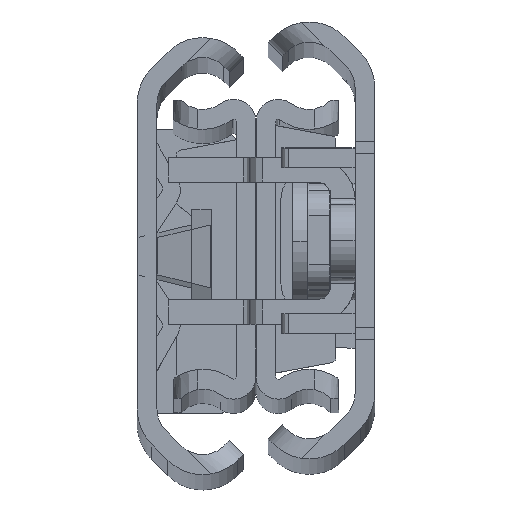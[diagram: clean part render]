
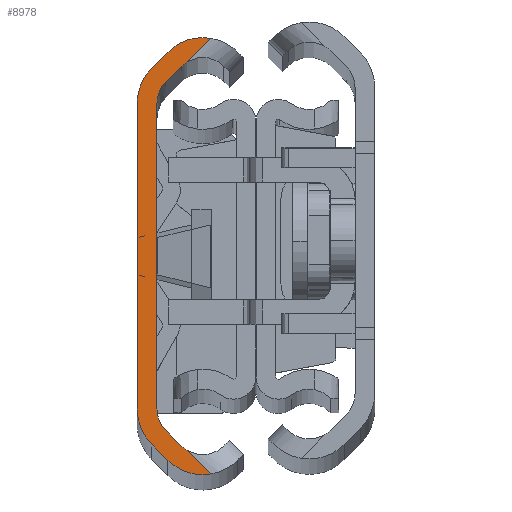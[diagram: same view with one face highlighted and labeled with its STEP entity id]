
A CAD part, top view. The second image highlights one B-rep face of the part: STEP entity #8978.
In plain terms, the highlighted planar face has unit normal (0, 0, 1).
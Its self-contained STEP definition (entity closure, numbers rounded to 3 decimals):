
#124 = VERTEX_POINT ( 'NONE', #2552 ) ;
#130 = DIRECTION ( 'NONE',  ( 0., 0., 1. ) ) ;
#388 = DIRECTION ( 'NONE',  ( 0., 0., -1. ) ) ;
#606 = VECTOR ( 'NONE', #10248, 1000. ) ;
#616 = LINE ( 'NONE', #2729, #9961 ) ;
#725 = VERTEX_POINT ( 'NONE', #5805 ) ;
#859 = DIRECTION ( 'NONE',  ( 1., 0., 0. ) ) ;
#916 = DIRECTION ( 'NONE',  ( 1., 0., 0. ) ) ;
#1077 = CARTESIAN_POINT ( 'NONE',  ( 2.486, -16.484, 0. ) ) ;
#1216 = CIRCLE ( 'NONE', #9903, 4. ) ;
#1256 = ORIENTED_EDGE ( 'NONE', *, *, #5194, .T. ) ;
#1274 = VERTEX_POINT ( 'NONE', #13401 ) ;
#1330 = PLANE ( 'NONE',  #7636 ) ;
#1726 = CIRCLE ( 'NONE', #12165, 3.98 ) ;
#1883 = CARTESIAN_POINT ( 'NONE',  ( 4., -12.342, 0. ) ) ;
#1951 = VERTEX_POINT ( 'NONE', #1077 ) ;
#1991 = EDGE_CURVE ( 'NONE', #5608, #2152, #2721, .T. ) ;
#2050 = CARTESIAN_POINT ( 'NONE',  ( 4.061, 15.702, 0. ) ) ;
#2152 = VERTEX_POINT ( 'NONE', #6728 ) ;
#2301 = CARTESIAN_POINT ( 'NONE',  ( 5.3, -13.67, 0. ) ) ;
#2458 = DIRECTION ( 'NONE',  ( 1., 0., 0. ) ) ;
#2552 = CARTESIAN_POINT ( 'NONE',  ( 2.303, -14.039, 0. ) ) ;
#2603 = ORIENTED_EDGE ( 'NONE', *, *, #10758, .T. ) ;
#2604 = CARTESIAN_POINT ( 'NONE',  ( 4., -12.342, 0. ) ) ;
#2721 = CIRCLE ( 'NONE', #7504, 2.38 ) ;
#2729 = CARTESIAN_POINT ( 'NONE',  ( 2.303, -14.039, 0. ) ) ;
#2763 = ORIENTED_EDGE ( 'NONE', *, *, #8480, .T. ) ;
#2796 = CARTESIAN_POINT ( 'NONE',  ( 2.486, 16.484, 0. ) ) ;
#2838 = DIRECTION ( 'NONE',  ( 0., 0., 1. ) ) ;
#2900 = DIRECTION ( 'NONE',  ( 0., 0., -1. ) ) ;
#2923 = CARTESIAN_POINT ( 'NONE',  ( 2.35, -13.991, 0. ) ) ;
#3082 = CARTESIAN_POINT ( 'NONE',  ( 5.955, -17.596, 0. ) ) ;
#3485 = DIRECTION ( 'NONE',  ( 1., 0., 0. ) ) ;
#3501 = EDGE_CURVE ( 'NONE', #1951, #9143, #4127, .T. ) ;
#3528 = EDGE_CURVE ( 'NONE', #124, #5151, #12920, .T. ) ;
#3576 = DIRECTION ( 'NONE',  ( 0.707, 0.707, 0. ) ) ;
#3627 = EDGE_CURVE ( 'NONE', #5568, #1951, #13187, .T. ) ;
#3807 = CIRCLE ( 'NONE', #8802, 4. ) ;
#3872 = CIRCLE ( 'NONE', #10367, 2.38 ) ;
#4127 = CIRCLE ( 'NONE', #11707, 3.98 ) ;
#4140 = LINE ( 'NONE', #5090, #606 ) ;
#4192 = VERTEX_POINT ( 'NONE', #2050 ) ;
#4295 = CARTESIAN_POINT ( 'NONE',  ( 1.172, 15.17, 0. ) ) ;
#4434 = ORIENTED_EDGE ( 'NONE', *, *, #9807, .T. ) ;
#4514 = CARTESIAN_POINT ( 'NONE',  ( 5.3, 13.67, 0. ) ) ;
#4529 = LINE ( 'NONE', #5544, #5202 ) ;
#4592 = CARTESIAN_POINT ( 'NONE',  ( 4., 12.342, 0. ) ) ;
#4789 = DIRECTION ( 'NONE',  ( 1., 0., 0. ) ) ;
#5090 = CARTESIAN_POINT ( 'NONE',  ( 1.6, 0., 0. ) ) ;
#5151 = VERTEX_POINT ( 'NONE', #8322 ) ;
#5194 = EDGE_CURVE ( 'NONE', #11208, #7277, #7934, .T. ) ;
#5202 = VECTOR ( 'NONE', #7852, 1000. ) ;
#5450 = DIRECTION ( 'NONE',  ( -0.707, -0.707, 0. ) ) ;
#5492 = DIRECTION ( 'NONE',  ( 0., 0., 1. ) ) ;
#5534 = EDGE_CURVE ( 'NONE', #5751, #725, #3807, .T. ) ;
#5544 = CARTESIAN_POINT ( 'NONE',  ( 0., 0., 0. ) ) ;
#5568 = VERTEX_POINT ( 'NONE', #9184 ) ;
#5585 = CARTESIAN_POINT ( 'NONE',  ( 0., -12.342, 0. ) ) ;
#5608 = VERTEX_POINT ( 'NONE', #12460 ) ;
#5751 = VERTEX_POINT ( 'NONE', #9464 ) ;
#5770 = ORIENTED_EDGE ( 'NONE', *, *, #5534, .T. ) ;
#5805 = CARTESIAN_POINT ( 'NONE',  ( 0., 12.342, 0. ) ) ;
#5833 = ORIENTED_EDGE ( 'NONE', *, *, #9323, .T. ) ;
#6207 = CARTESIAN_POINT ( 'NONE',  ( 4., 12.342, 0. ) ) ;
#6513 = EDGE_CURVE ( 'NONE', #11033, #5568, #1216, .T. ) ;
#6572 = VERTEX_POINT ( 'NONE', #8412 ) ;
#6692 = EDGE_LOOP ( 'NONE', ( #7346, #7867, #10991, #10315, #6891, #12247, #1256, #6836, #4434, #2603, #5833, #2763, #5770, #9180, #7121, #12064 ) ) ;
#6728 = CARTESIAN_POINT ( 'NONE',  ( 3.617, -15.353, 0. ) ) ;
#6749 = EDGE_CURVE ( 'NONE', #7277, #6572, #7656, .T. ) ;
#6836 = ORIENTED_EDGE ( 'NONE', *, *, #6749, .T. ) ;
#6891 = ORIENTED_EDGE ( 'NONE', *, *, #3528, .T. ) ;
#6919 = VECTOR ( 'NONE', #10010, 1000. ) ;
#7069 = DIRECTION ( 'NONE',  ( -0.707, 0.707, 0. ) ) ;
#7121 = ORIENTED_EDGE ( 'NONE', *, *, #6513, .T. ) ;
#7203 = CARTESIAN_POINT ( 'NONE',  ( 1.6, 12.342, 0. ) ) ;
#7277 = VERTEX_POINT ( 'NONE', #12108 ) ;
#7346 = ORIENTED_EDGE ( 'NONE', *, *, #3501, .T. ) ;
#7417 = DIRECTION ( 'NONE',  ( 1., 0., 0. ) ) ;
#7422 = EDGE_CURVE ( 'NONE', #9143, #5608, #12237, .T. ) ;
#7504 = AXIS2_PLACEMENT_3D ( 'NONE', #2301, #10669, #7417 ) ;
#7636 = AXIS2_PLACEMENT_3D ( 'NONE', #2604, #5492, #4789 ) ;
#7656 = LINE ( 'NONE', #10776, #13175 ) ;
#7704 = VECTOR ( 'NONE', #11593, 1000. ) ;
#7778 = EDGE_CURVE ( 'NONE', #5151, #11208, #4140, .T. ) ;
#7852 = DIRECTION ( 'NONE',  ( 0., -1., 0. ) ) ;
#7867 = ORIENTED_EDGE ( 'NONE', *, *, #7422, .T. ) ;
#7934 = CIRCLE ( 'NONE', #12506, 2.4 ) ;
#8036 = DIRECTION ( 'NONE',  ( 1., 0., 0. ) ) ;
#8078 = CARTESIAN_POINT ( 'NONE',  ( 5.3, -13.67, 0. ) ) ;
#8134 = DIRECTION ( 'NONE',  ( 0., 0., 1. ) ) ;
#8322 = CARTESIAN_POINT ( 'NONE',  ( 1.6, -12.342, 0. ) ) ;
#8412 = CARTESIAN_POINT ( 'NONE',  ( 3.617, 15.353, 0. ) ) ;
#8480 = EDGE_CURVE ( 'NONE', #9014, #5751, #9381, .T. ) ;
#8802 = AXIS2_PLACEMENT_3D ( 'NONE', #6207, #11300, #8036 ) ;
#8978 = ADVANCED_FACE ( 'NONE', ( #11927 ), #1330, .T. ) ;
#9014 = VERTEX_POINT ( 'NONE', #2796 ) ;
#9143 = VERTEX_POINT ( 'NONE', #3082 ) ;
#9157 = DIRECTION ( 'NONE',  ( 1., 0., 0. ) ) ;
#9180 = ORIENTED_EDGE ( 'NONE', *, *, #10718, .T. ) ;
#9184 = CARTESIAN_POINT ( 'NONE',  ( 1.172, -15.17, 0. ) ) ;
#9323 = EDGE_CURVE ( 'NONE', #1274, #9014, #1726, .T. ) ;
#9381 = LINE ( 'NONE', #4295, #13278 ) ;
#9464 = CARTESIAN_POINT ( 'NONE',  ( 1.172, 15.17, 0. ) ) ;
#9807 = EDGE_CURVE ( 'NONE', #6572, #4192, #3872, .T. ) ;
#9903 = AXIS2_PLACEMENT_3D ( 'NONE', #13308, #8134, #916 ) ;
#9961 = VECTOR ( 'NONE', #12118, 1000. ) ;
#9982 = CARTESIAN_POINT ( 'NONE',  ( 5.3, 13.67, 0. ) ) ;
#10010 = DIRECTION ( 'NONE',  ( 0.707, 0.707, 0. ) ) ;
#10248 = DIRECTION ( 'NONE',  ( 0., 1., 0. ) ) ;
#10315 = ORIENTED_EDGE ( 'NONE', *, *, #10740, .T. ) ;
#10367 = AXIS2_PLACEMENT_3D ( 'NONE', #9982, #388, #13057 ) ;
#10669 = DIRECTION ( 'NONE',  ( 0., 0., -1. ) ) ;
#10718 = EDGE_CURVE ( 'NONE', #725, #11033, #4529, .T. ) ;
#10740 = EDGE_CURVE ( 'NONE', #2152, #124, #616, .T. ) ;
#10758 = EDGE_CURVE ( 'NONE', #4192, #1274, #13217, .T. ) ;
#10776 = CARTESIAN_POINT ( 'NONE',  ( 2.303, 14.039, 0. ) ) ;
#10991 = ORIENTED_EDGE ( 'NONE', *, *, #1991, .T. ) ;
#11033 = VERTEX_POINT ( 'NONE', #5585 ) ;
#11208 = VERTEX_POINT ( 'NONE', #7203 ) ;
#11300 = DIRECTION ( 'NONE',  ( 0., 0., 1. ) ) ;
#11466 = CARTESIAN_POINT ( 'NONE',  ( 1.172, -15.17, 0. ) ) ;
#11593 = DIRECTION ( 'NONE',  ( 0.707, -0.707, 0. ) ) ;
#11596 = AXIS2_PLACEMENT_3D ( 'NONE', #1883, #2900, #859 ) ;
#11707 = AXIS2_PLACEMENT_3D ( 'NONE', #8078, #2838, #9157 ) ;
#11777 = DIRECTION ( 'NONE',  ( 0., 0., -1. ) ) ;
#11927 = FACE_OUTER_BOUND ( 'NONE', #6692, .T. ) ;
#12064 = ORIENTED_EDGE ( 'NONE', *, *, #3627, .T. ) ;
#12108 = CARTESIAN_POINT ( 'NONE',  ( 2.303, 14.039, 0. ) ) ;
#12118 = DIRECTION ( 'NONE',  ( -0.707, 0.707, 0. ) ) ;
#12165 = AXIS2_PLACEMENT_3D ( 'NONE', #4514, #130, #3485 ) ;
#12237 = LINE ( 'NONE', #2923, #13207 ) ;
#12247 = ORIENTED_EDGE ( 'NONE', *, *, #7778, .T. ) ;
#12460 = CARTESIAN_POINT ( 'NONE',  ( 4.061, -15.702, 0. ) ) ;
#12506 = AXIS2_PLACEMENT_3D ( 'NONE', #4592, #11777, #2458 ) ;
#12920 = CIRCLE ( 'NONE', #11596, 2.4 ) ;
#13057 = DIRECTION ( 'NONE',  ( 1., 0., 0. ) ) ;
#13175 = VECTOR ( 'NONE', #3576, 1000. ) ;
#13187 = LINE ( 'NONE', #11466, #7704 ) ;
#13207 = VECTOR ( 'NONE', #7069, 1000. ) ;
#13217 = LINE ( 'NONE', #13285, #6919 ) ;
#13278 = VECTOR ( 'NONE', #5450, 1000. ) ;
#13285 = CARTESIAN_POINT ( 'NONE',  ( -9.991, 1.65, 0. ) ) ;
#13308 = CARTESIAN_POINT ( 'NONE',  ( 4., -12.342, 0. ) ) ;
#13401 = CARTESIAN_POINT ( 'NONE',  ( 5.955, 17.596, 0. ) ) ;
